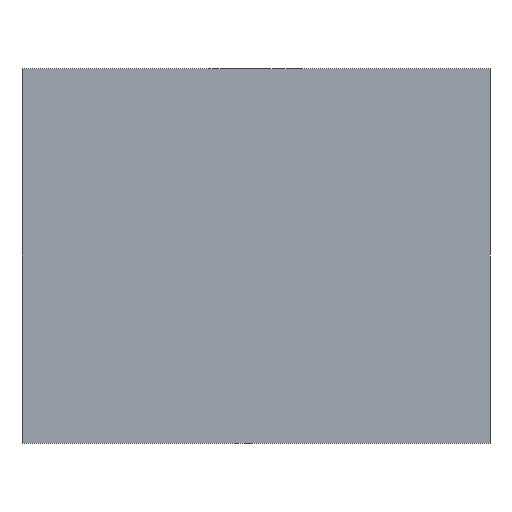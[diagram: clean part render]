
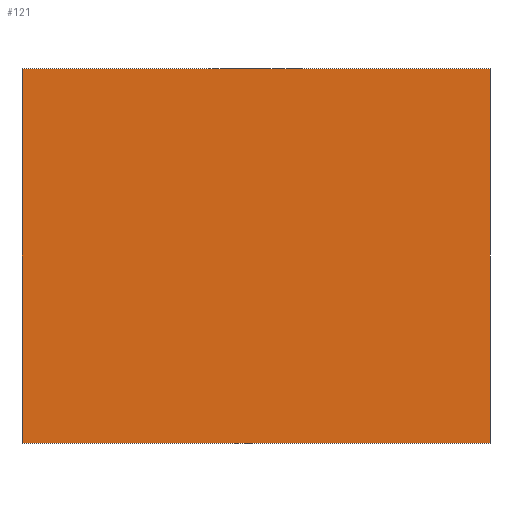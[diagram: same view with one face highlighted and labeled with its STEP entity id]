
A CAD part, left-side view. The second image highlights one B-rep face of the part: STEP entity #121.
In plain terms, the highlighted planar face has unit normal (-1, 0, 0).
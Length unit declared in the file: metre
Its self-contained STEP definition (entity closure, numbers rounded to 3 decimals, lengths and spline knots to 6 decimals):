
#17=ORIENTED_EDGE('',*,*,#45,.F.);
#18=ORIENTED_EDGE('',*,*,#46,.F.);
#19=ORIENTED_EDGE('',*,*,#47,.T.);
#20=ORIENTED_EDGE('',*,*,#48,.T.);
#45=EDGE_CURVE('',#59,#60,#70,.T.);
#46=EDGE_CURVE('',#61,#59,#71,.T.);
#47=EDGE_CURVE('',#61,#62,#72,.T.);
#48=EDGE_CURVE('',#62,#60,#73,.T.);
#59=VERTEX_POINT('',#189);
#60=VERTEX_POINT('',#190);
#61=VERTEX_POINT('',#192);
#62=VERTEX_POINT('',#194);
#70=LINE('',#188,#82);
#71=LINE('',#191,#83);
#72=LINE('',#193,#84);
#73=LINE('',#195,#85);
#82=VECTOR('',#156,1.);
#83=VECTOR('',#157,1.);
#84=VECTOR('',#158,1.);
#85=VECTOR('',#159,1.);
#94=EDGE_LOOP('',(#17,#18,#19,#20));
#104=FACE_BOUND('',#94,.T.);
#115=PLANE('',#142);
#121=ADVANCED_FACE('',(#104),#115,.T.);
#142=AXIS2_PLACEMENT_3D('',#187,#154,#155);
#154=DIRECTION('',(-1.,0.,0.));
#155=DIRECTION('',(0.,0.,1.));
#156=DIRECTION('',(0.,1.,0.));
#157=DIRECTION('',(0.,0.,-1.));
#158=DIRECTION('',(0.,1.,0.));
#159=DIRECTION('',(0.,0.,-1.));
#187=CARTESIAN_POINT('',(0.,0.025,0.04));
#188=CARTESIAN_POINT('',(0.,0.025,0.));
#189=CARTESIAN_POINT('',(0.,0.,0.));
#190=CARTESIAN_POINT('',(0.,0.05,0.));
#191=CARTESIAN_POINT('',(0.,0.,0.04));
#192=CARTESIAN_POINT('',(0.,0.,0.04));
#193=CARTESIAN_POINT('',(0.,0.025,0.04));
#194=CARTESIAN_POINT('',(0.,0.05,0.04));
#195=CARTESIAN_POINT('',(0.,0.05,0.04));
